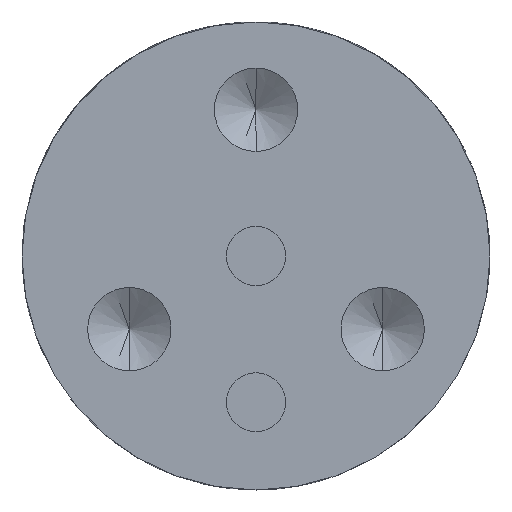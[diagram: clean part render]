
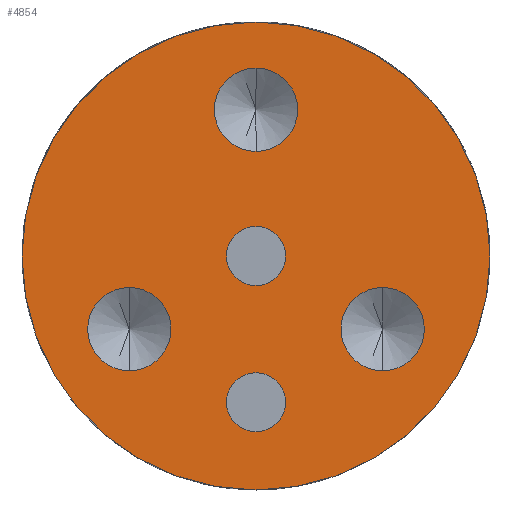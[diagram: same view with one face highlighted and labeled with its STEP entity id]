
A CAD part, front view. The second image highlights one B-rep face of the part: STEP entity #4854.
In plain terms, the highlighted planar face has unit normal (0, -1, 0).
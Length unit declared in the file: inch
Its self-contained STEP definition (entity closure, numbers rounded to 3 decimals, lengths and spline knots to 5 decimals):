
#67 = DIRECTION ( 'NONE',  ( 0., -1., 0. ) ) ;
#73 = AXIS2_PLACEMENT_3D ( 'NONE', #104, #67, #99 ) ;
#99 = DIRECTION ( 'NONE',  ( 0., 0., -1. ) ) ;
#104 = CARTESIAN_POINT ( 'NONE',  ( 0., 0., -0.15625 ) ) ;
#105 = CIRCLE ( 'NONE', #73, 0.0315 ) ;
#431 = CARTESIAN_POINT ( 'NONE',  ( 0., 0., -0.18775 ) ) ;
#490 = CARTESIAN_POINT ( 'NONE',  ( 0., 0., -0.12475 ) ) ;
#494 = DIRECTION ( 'NONE',  ( 0., 1., 0. ) ) ;
#529 = CIRCLE ( 'NONE', #530, 0.25 ) ;
#530 = AXIS2_PLACEMENT_3D ( 'NONE', #549, #494, #532 ) ;
#532 = DIRECTION ( 'NONE',  ( 0., 0., 1. ) ) ;
#549 = CARTESIAN_POINT ( 'NONE',  ( 0., 0., 0. ) ) ;
#587 = AXIS2_PLACEMENT_3D ( 'NONE', #626, #650, #649 ) ;
#610 = CIRCLE ( 'NONE', #587, 0.25 ) ;
#616 = CARTESIAN_POINT ( 'NONE',  ( 0., 0., -0.25 ) ) ;
#626 = CARTESIAN_POINT ( 'NONE',  ( 0., 0., 0. ) ) ;
#649 = DIRECTION ( 'NONE',  ( 0., 0., 1. ) ) ;
#650 = DIRECTION ( 'NONE',  ( 0., 1., 0. ) ) ;
#793 = CARTESIAN_POINT ( 'NONE',  ( 0., 0., 0.25 ) ) ;
#802 = CARTESIAN_POINT ( 'NONE',  ( 0., 0., 0.0315 ) ) ;
#2021 = CIRCLE ( 'NONE', #2048, 0.0315 ) ;
#2023 = CARTESIAN_POINT ( 'NONE',  ( 0., 0., -0.0315 ) ) ;
#2046 = CARTESIAN_POINT ( 'NONE',  ( 0., 0., 0.15625 ) ) ;
#2048 = AXIS2_PLACEMENT_3D ( 'NONE', #2092, #2091, #2090 ) ;
#2069 = DIRECTION ( 'NONE',  ( 0., 0., -1. ) ) ;
#2070 = DIRECTION ( 'NONE',  ( 0., -1., 0. ) ) ;
#2079 = AXIS2_PLACEMENT_3D ( 'NONE', #2046, #2070, #2069 ) ;
#2082 = CIRCLE ( 'NONE', #2079, 0.0445 ) ;
#2088 = CARTESIAN_POINT ( 'NONE',  ( -0.13532, 0., -0.03362 ) ) ;
#2090 = DIRECTION ( 'NONE',  ( 0., 0., -1. ) ) ;
#2091 = DIRECTION ( 'NONE',  ( 0., -1., 0. ) ) ;
#2092 = CARTESIAN_POINT ( 'NONE',  ( 0., 0., 0. ) ) ;
#2121 = CARTESIAN_POINT ( 'NONE',  ( 0., 0., 0.11175 ) ) ;
#2170 = AXIS2_PLACEMENT_3D ( 'NONE', #2281, #2280, #2279 ) ;
#2203 = CARTESIAN_POINT ( 'NONE',  ( -0.13532, 0., -0.12262 ) ) ;
#2237 = CARTESIAN_POINT ( 'NONE',  ( 0., 0., 0.20075 ) ) ;
#2244 = CIRCLE ( 'NONE', #2170, 0.0445 ) ;
#2279 = DIRECTION ( 'NONE',  ( 0., 0., -1. ) ) ;
#2280 = DIRECTION ( 'NONE',  ( 0., -1., 0. ) ) ;
#2281 = CARTESIAN_POINT ( 'NONE',  ( -0.13532, 0., -0.07812 ) ) ;
#4104 = DIRECTION ( 'NONE',  ( 0., 0., 1. ) ) ;
#4105 = DIRECTION ( 'NONE',  ( 0., 1., 0. ) ) ;
#4106 = CARTESIAN_POINT ( 'NONE',  ( 0., 0., 0. ) ) ;
#4110 = FACE_BOUND ( 'NONE', #4834, .T. ) ;
#4114 = FACE_BOUND ( 'NONE', #4821, .T. ) ;
#4115 = PLANE ( 'NONE',  #4271 ) ;
#4116 = FACE_OUTER_BOUND ( 'NONE', #4863, .T. ) ;
#4122 = FACE_BOUND ( 'NONE', #4902, .T. ) ;
#4133 = CIRCLE ( 'NONE', #4184, 0.0445 ) ;
#4137 = DIRECTION ( 'NONE',  ( 0., 0., -1. ) ) ;
#4138 = DIRECTION ( 'NONE',  ( 0., -1., 0. ) ) ;
#4139 = CARTESIAN_POINT ( 'NONE',  ( 0., 0., 0. ) ) ;
#4140 = AXIS2_PLACEMENT_3D ( 'NONE', #4139, #4138, #4137 ) ;
#4143 = CIRCLE ( 'NONE', #4140, 0.0315 ) ;
#4157 = CIRCLE ( 'NONE', #4197, 0.0445 ) ;
#4181 = DIRECTION ( 'NONE',  ( 0., 0., -1. ) ) ;
#4182 = DIRECTION ( 'NONE',  ( 0., -1., 0. ) ) ;
#4183 = CARTESIAN_POINT ( 'NONE',  ( 0.13532, 0., -0.07813 ) ) ;
#4184 = AXIS2_PLACEMENT_3D ( 'NONE', #4183, #4182, #4181 ) ;
#4187 = DIRECTION ( 'NONE',  ( 0., 0., -1. ) ) ;
#4188 = DIRECTION ( 'NONE',  ( 0., -1., 0. ) ) ;
#4189 = CARTESIAN_POINT ( 'NONE',  ( 0., 0., -0.15625 ) ) ;
#4194 = DIRECTION ( 'NONE',  ( 0., 0., -1. ) ) ;
#4195 = DIRECTION ( 'NONE',  ( 0., -1., 0. ) ) ;
#4196 = CARTESIAN_POINT ( 'NONE',  ( -0.13532, 0., -0.07812 ) ) ;
#4197 = AXIS2_PLACEMENT_3D ( 'NONE', #4196, #4195, #4194 ) ;
#4203 = AXIS2_PLACEMENT_3D ( 'NONE', #4189, #4188, #4187 ) ;
#4212 = CIRCLE ( 'NONE', #4203, 0.0315 ) ;
#4271 = AXIS2_PLACEMENT_3D ( 'NONE', #4106, #4105, #4104 ) ;
#4274 = DIRECTION ( 'NONE',  ( 0., 0., -1. ) ) ;
#4275 = DIRECTION ( 'NONE',  ( 0., -1., 0. ) ) ;
#4276 = FACE_BOUND ( 'NONE', #4826, .T. ) ;
#4277 = CIRCLE ( 'NONE', #4285, 0.0445 ) ;
#4285 = AXIS2_PLACEMENT_3D ( 'NONE', #4294, #4275, #4274 ) ;
#4289 = FACE_BOUND ( 'NONE', #4868, .T. ) ;
#4294 = CARTESIAN_POINT ( 'NONE',  ( 0., 0., 0.15625 ) ) ;
#4327 = CARTESIAN_POINT ( 'NONE',  ( 0.13532, 0., -0.03363 ) ) ;
#4637 = DIRECTION ( 'NONE',  ( 0., 0., -1. ) ) ;
#4640 = DIRECTION ( 'NONE',  ( 0., -1., 0. ) ) ;
#4651 = CARTESIAN_POINT ( 'NONE',  ( 0.13532, 0., -0.07813 ) ) ;
#4652 = CIRCLE ( 'NONE', #4670, 0.0445 ) ;
#4657 = CARTESIAN_POINT ( 'NONE',  ( 0.13532, 0., -0.12263 ) ) ;
#4670 = AXIS2_PLACEMENT_3D ( 'NONE', #4651, #4640, #4637 ) ;
#4815 = EDGE_CURVE ( 'NONE', #5183, #5147, #4157, .T. ) ;
#4817 = EDGE_CURVE ( 'NONE', #5308, #5335, #4212, .T. ) ;
#4818 = ORIENTED_EDGE ( 'NONE', *, *, #5139, .F. ) ;
#4821 = EDGE_LOOP ( 'NONE', ( #4862, #4870 ) ) ;
#4825 = EDGE_CURVE ( 'NONE', #5166, #5186, #4277, .T. ) ;
#4826 = EDGE_LOOP ( 'NONE', ( #4865, #4827 ) ) ;
#4827 = ORIENTED_EDGE ( 'NONE', *, *, #4979, .F. ) ;
#4833 = ORIENTED_EDGE ( 'NONE', *, *, #4817, .F. ) ;
#4834 = EDGE_LOOP ( 'NONE', ( #4847, #4836 ) ) ;
#4836 = ORIENTED_EDGE ( 'NONE', *, *, #5184, .F. ) ;
#4847 = ORIENTED_EDGE ( 'NONE', *, *, #4815, .F. ) ;
#4854 = ADVANCED_FACE ( 'NONE', ( #4122, #4289, #4110, #4114, #4276, #4116 ), #4115, .F. ) ;
#4856 = ORIENTED_EDGE ( 'NONE', *, *, #5373, .F. ) ;
#4861 = EDGE_CURVE ( 'NONE', #5137, #5413, #4143, .T. ) ;
#4862 = ORIENTED_EDGE ( 'NONE', *, *, #4825, .F. ) ;
#4863 = EDGE_LOOP ( 'NONE', ( #4885, #4856 ) ) ;
#4865 = ORIENTED_EDGE ( 'NONE', *, *, #4879, .F. ) ;
#4868 = EDGE_LOOP ( 'NONE', ( #4869, #4818 ) ) ;
#4869 = ORIENTED_EDGE ( 'NONE', *, *, #4861, .F. ) ;
#4870 = ORIENTED_EDGE ( 'NONE', *, *, #5152, .F. ) ;
#4871 = ORIENTED_EDGE ( 'NONE', *, *, #5245, .F. ) ;
#4879 = EDGE_CURVE ( 'NONE', #4980, #4941, #4133, .T. ) ;
#4885 = ORIENTED_EDGE ( 'NONE', *, *, #5403, .F. ) ;
#4902 = EDGE_LOOP ( 'NONE', ( #4833, #4871 ) ) ;
#4941 = VERTEX_POINT ( 'NONE', #4327 ) ;
#4979 = EDGE_CURVE ( 'NONE', #4941, #4980, #4652, .T. ) ;
#4980 = VERTEX_POINT ( 'NONE', #4657 ) ;
#5137 = VERTEX_POINT ( 'NONE', #2023 ) ;
#5139 = EDGE_CURVE ( 'NONE', #5413, #5137, #2021, .T. ) ;
#5147 = VERTEX_POINT ( 'NONE', #2088 ) ;
#5152 = EDGE_CURVE ( 'NONE', #5186, #5166, #2082, .T. ) ;
#5166 = VERTEX_POINT ( 'NONE', #2121 ) ;
#5183 = VERTEX_POINT ( 'NONE', #2203 ) ;
#5184 = EDGE_CURVE ( 'NONE', #5147, #5183, #2244, .T. ) ;
#5186 = VERTEX_POINT ( 'NONE', #2237 ) ;
#5245 = EDGE_CURVE ( 'NONE', #5335, #5308, #105, .T. ) ;
#5308 = VERTEX_POINT ( 'NONE', #431 ) ;
#5335 = VERTEX_POINT ( 'NONE', #490 ) ;
#5370 = VERTEX_POINT ( 'NONE', #616 ) ;
#5373 = EDGE_CURVE ( 'NONE', #5427, #5370, #610, .T. ) ;
#5403 = EDGE_CURVE ( 'NONE', #5370, #5427, #529, .T. ) ;
#5413 = VERTEX_POINT ( 'NONE', #802 ) ;
#5427 = VERTEX_POINT ( 'NONE', #793 ) ;
